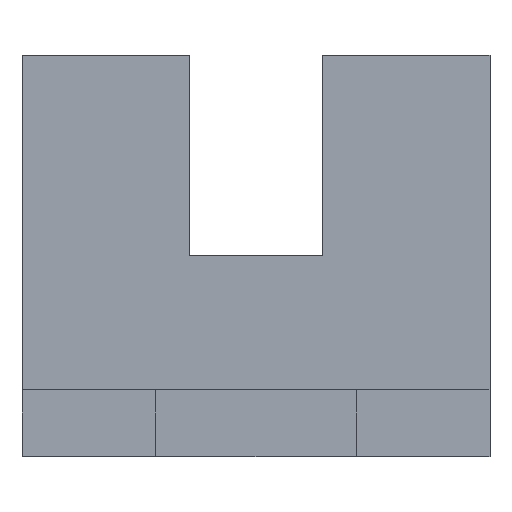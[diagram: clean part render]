
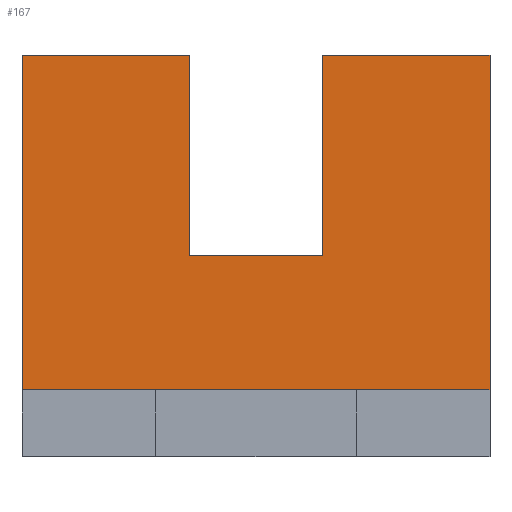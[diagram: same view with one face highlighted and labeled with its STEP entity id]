
A CAD part, front view. The second image highlights one B-rep face of the part: STEP entity #167.
In plain terms, the highlighted free-form (B-spline) face has degree [1, 1] with [2, 2] control points.
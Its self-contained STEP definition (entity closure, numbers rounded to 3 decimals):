
#22 = VERTEX_POINT('',#23);
#23 = CARTESIAN_POINT('',(0.,-4.995,
    54.949));
#30 = EDGE_CURVE('',#22,#31,#33,.T.);
#31 = VERTEX_POINT('',#32);
#32 = CARTESIAN_POINT('',(24.977,-4.995,
    54.949));
#33 = B_SPLINE_CURVE_WITH_KNOTS('',1,(#34,#35),.UNSPECIFIED.,.F.,.F.,(2,
    2),(0.,25.),.PIECEWISE_BEZIER_KNOTS.);
#34 = CARTESIAN_POINT('',(0.,-4.995,
    54.949));
#35 = CARTESIAN_POINT('',(24.977,-4.995,
    54.949));
#58 = EDGE_CURVE('',#59,#22,#61,.T.);
#59 = VERTEX_POINT('',#60);
#60 = CARTESIAN_POINT('',(0.,-4.995,
    4.995));
#61 = B_SPLINE_CURVE_WITH_KNOTS('',1,(#62,#63),.UNSPECIFIED.,.F.,.F.,(2,
    2),(0.,50.),.PIECEWISE_BEZIER_KNOTS.);
#62 = CARTESIAN_POINT('',(0.,-4.995,
    4.995));
#63 = CARTESIAN_POINT('',(0.,-4.995,
    54.949));
#149 = EDGE_CURVE('',#31,#150,#152,.T.);
#150 = VERTEX_POINT('',#151);
#151 = CARTESIAN_POINT('',(24.977,-4.995,
    24.977));
#152 = B_SPLINE_CURVE_WITH_KNOTS('',1,(#153,#154),.UNSPECIFIED.,.F.,.F.,
  (2,2),(0.,30.),.PIECEWISE_BEZIER_KNOTS.);
#153 = CARTESIAN_POINT('',(24.977,-4.995,
    54.949));
#154 = CARTESIAN_POINT('',(24.977,-4.995,
    24.977));
#167 = ADVANCED_FACE('',(#168),#206,.T.);
#168 = FACE_BOUND('',#169,.T.);
#169 = EDGE_LOOP('',(#170,#171,#178,#185,#192,#199,#204,#205));
#170 = ORIENTED_EDGE('',*,*,#58,.F.);
#171 = ORIENTED_EDGE('',*,*,#172,.T.);
#172 = EDGE_CURVE('',#59,#173,#175,.T.);
#173 = VERTEX_POINT('',#174);
#174 = CARTESIAN_POINT('',(69.935,-4.995,
    4.995));
#175 = B_SPLINE_CURVE_WITH_KNOTS('',1,(#176,#177),.UNSPECIFIED.,.F.,.F.,
  (2,2),(0.,70.),.PIECEWISE_BEZIER_KNOTS.);
#176 = CARTESIAN_POINT('',(0.,-4.995,
    4.995));
#177 = CARTESIAN_POINT('',(69.935,-4.995,
    4.995));
#178 = ORIENTED_EDGE('',*,*,#179,.T.);
#179 = EDGE_CURVE('',#173,#180,#182,.T.);
#180 = VERTEX_POINT('',#181);
#181 = CARTESIAN_POINT('',(69.935,-4.995,
    54.949));
#182 = B_SPLINE_CURVE_WITH_KNOTS('',1,(#183,#184),.UNSPECIFIED.,.F.,.F.,
  (2,2),(0.,50.),.PIECEWISE_BEZIER_KNOTS.);
#183 = CARTESIAN_POINT('',(69.935,-4.995,
    4.995));
#184 = CARTESIAN_POINT('',(69.935,-4.995,
    54.949));
#185 = ORIENTED_EDGE('',*,*,#186,.F.);
#186 = EDGE_CURVE('',#187,#180,#189,.T.);
#187 = VERTEX_POINT('',#188);
#188 = CARTESIAN_POINT('',(44.958,-4.995,
    54.949));
#189 = B_SPLINE_CURVE_WITH_KNOTS('',1,(#190,#191),.UNSPECIFIED.,.F.,.F.,
  (2,2),(45.,70.),.PIECEWISE_BEZIER_KNOTS.);
#190 = CARTESIAN_POINT('',(44.958,-4.995,
    54.949));
#191 = CARTESIAN_POINT('',(69.935,-4.995,
    54.949));
#192 = ORIENTED_EDGE('',*,*,#193,.F.);
#193 = EDGE_CURVE('',#194,#187,#196,.T.);
#194 = VERTEX_POINT('',#195);
#195 = CARTESIAN_POINT('',(44.958,-4.995,
    24.977));
#196 = B_SPLINE_CURVE_WITH_KNOTS('',1,(#197,#198),.UNSPECIFIED.,.F.,.F.,
  (2,2),(0.,30.),.PIECEWISE_BEZIER_KNOTS.);
#197 = CARTESIAN_POINT('',(44.958,-4.995,
    24.977));
#198 = CARTESIAN_POINT('',(44.958,-4.995,
    54.949));
#199 = ORIENTED_EDGE('',*,*,#200,.F.);
#200 = EDGE_CURVE('',#150,#194,#201,.T.);
#201 = B_SPLINE_CURVE_WITH_KNOTS('',1,(#202,#203),.UNSPECIFIED.,.F.,.F.,
  (2,2),(0.,20.),.PIECEWISE_BEZIER_KNOTS.);
#202 = CARTESIAN_POINT('',(24.977,-4.995,
    24.977));
#203 = CARTESIAN_POINT('',(44.958,-4.995,
    24.977));
#204 = ORIENTED_EDGE('',*,*,#149,.F.);
#205 = ORIENTED_EDGE('',*,*,#30,.F.);
#206 = B_SPLINE_SURFACE_WITH_KNOTS('',1,1,(
    (#207,#208)
    ,(#209,#210
  )),.UNSPECIFIED.,.F.,.F.,.F.,(2,2),(2,2),(0.,50.),(-70.,
    0.),.PIECEWISE_BEZIER_KNOTS.);
#207 = CARTESIAN_POINT('',(69.935,-4.995,
    4.995));
#208 = CARTESIAN_POINT('',(0.,-4.995,
    4.995));
#209 = CARTESIAN_POINT('',(69.935,-4.995,
    54.949));
#210 = CARTESIAN_POINT('',(0.,-4.995,
    54.949));
